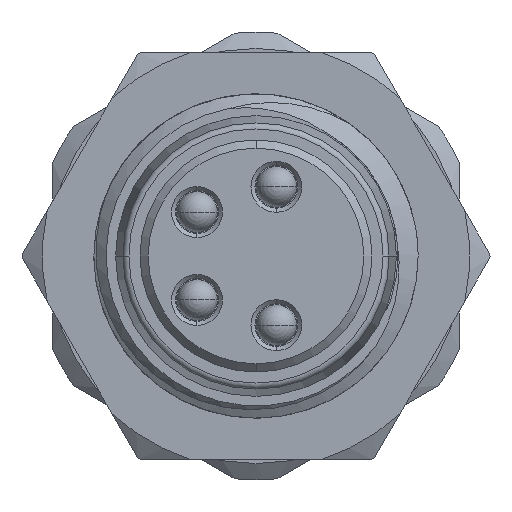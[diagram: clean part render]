
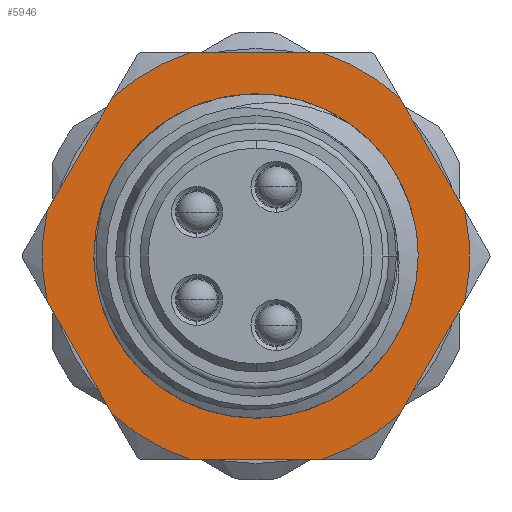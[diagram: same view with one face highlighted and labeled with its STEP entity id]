
A CAD part, left-side view. The second image highlights one B-rep face of the part: STEP entity #5946.
In plain terms, the highlighted planar face has unit normal (-1, 0, 0).
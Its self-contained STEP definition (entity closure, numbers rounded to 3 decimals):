
#2043=CARTESIAN_POINT('',(6.5,5.13,-1.114));
#2091=CARTESIAN_POINT('',(6.5,5.13,1.114));
#2171=CARTESIAN_POINT('',(6.5,-5.13,1.114));
#2219=CARTESIAN_POINT('',(6.5,-5.13,-1.114));
#2285=CARTESIAN_POINT('',(6.5,0.,0.));
#2286=DIRECTION('',(-1.,0.,0.));
#2287=DIRECTION('',(0.,0.977,0.212));
#2288=AXIS2_PLACEMENT_3D('',#2285,#2286,#2287);
#2300=CARTESIAN_POINT('',(6.5,0.,0.));
#2301=DIRECTION('',(-1.,0.,0.));
#2302=DIRECTION('',(0.,-0.977,-0.212));
#2303=AXIS2_PLACEMENT_3D('',#2300,#2301,#2302);
#2305=CARTESIAN_POINT('',(6.5,0.,0.));
#2306=DIRECTION('',(1.,0.,0.));
#2307=DIRECTION('',(0.,0.,1.));
#2308=AXIS2_PLACEMENT_3D('',#2305,#2306,#2307);
#2310=CARTESIAN_POINT('',(6.5,0.,0.));
#2311=DIRECTION('',(1.,0.,0.));
#2312=DIRECTION('',(0.,0.,-1.));
#2313=AXIS2_PLACEMENT_3D('',#2310,#2311,#2312);
#2315=DIRECTION('',(0.,-0.5,0.866));
#2316=VECTOR('',#2315,3.201);
#2317=CARTESIAN_POINT('',(6.5,5.13,1.114));
#2318=LINE('',#2317,#2316);
#2319=CARTESIAN_POINT('',(6.5,0.,0.));
#2320=DIRECTION('',(1.,0.,0.));
#2321=DIRECTION('',(0.,0.672,0.74));
#2322=AXIS2_PLACEMENT_3D('',#2319,#2320,#2321);
#2324=DIRECTION('',(0.,-1.,0.));
#2325=VECTOR('',#2324,3.201);
#2326=CARTESIAN_POINT('',(6.5,1.6,5.));
#2327=LINE('',#2326,#2325);
#2328=CARTESIAN_POINT('',(6.5,0.,0.));
#2329=DIRECTION('',(1.,0.,0.));
#2330=DIRECTION('',(0.,-0.305,0.952));
#2331=AXIS2_PLACEMENT_3D('',#2328,#2329,#2330);
#2333=DIRECTION('',(0.,-0.5,-0.866));
#2334=VECTOR('',#2333,3.201);
#2335=CARTESIAN_POINT('',(6.5,-3.53,3.886));
#2336=LINE('',#2335,#2334);
#2337=DIRECTION('',(0.,0.5,-0.866));
#2338=VECTOR('',#2337,3.201);
#2339=CARTESIAN_POINT('',(6.5,-5.13,-1.114));
#2340=LINE('',#2339,#2338);
#2341=CARTESIAN_POINT('',(6.5,0.,0.));
#2342=DIRECTION('',(1.,0.,0.));
#2343=DIRECTION('',(0.,-0.672,-0.74));
#2344=AXIS2_PLACEMENT_3D('',#2341,#2342,#2343);
#2346=DIRECTION('',(0.,1.,0.));
#2347=VECTOR('',#2346,3.201);
#2348=CARTESIAN_POINT('',(6.5,-1.6,-5.));
#2349=LINE('',#2348,#2347);
#2350=CARTESIAN_POINT('',(6.5,0.,0.));
#2351=DIRECTION('',(1.,0.,0.));
#2352=DIRECTION('',(0.,0.305,-0.952));
#2353=AXIS2_PLACEMENT_3D('',#2350,#2351,#2352);
#2355=DIRECTION('',(0.,0.5,0.866));
#2356=VECTOR('',#2355,3.201);
#2357=CARTESIAN_POINT('',(6.5,3.53,-3.886));
#2358=LINE('',#2357,#2356);
#2989=CARTESIAN_POINT('',(6.5,0.,3.55));
#2990=CARTESIAN_POINT('',(6.5,0.,-3.55));
#2991=VERTEX_POINT('',#2989);
#2992=VERTEX_POINT('',#2990);
#3148=CARTESIAN_POINT('',(6.5,3.53,3.886));
#3149=CARTESIAN_POINT('',(6.5,1.6,5.));
#3150=VERTEX_POINT('',#3148);
#3151=VERTEX_POINT('',#3149);
#3152=CARTESIAN_POINT('',(6.5,-1.6,5.));
#3153=CARTESIAN_POINT('',(6.5,-3.53,3.886));
#3154=VERTEX_POINT('',#3152);
#3155=VERTEX_POINT('',#3153);
#3156=CARTESIAN_POINT('',(6.5,-3.53,-3.886));
#3157=CARTESIAN_POINT('',(6.5,-1.6,-5.));
#3158=VERTEX_POINT('',#3156);
#3159=VERTEX_POINT('',#3157);
#3160=CARTESIAN_POINT('',(6.5,1.6,-5.));
#3161=CARTESIAN_POINT('',(6.5,3.53,-3.886));
#3162=VERTEX_POINT('',#3160);
#3163=VERTEX_POINT('',#3161);
#3184=VERTEX_POINT('',#2091);
#3198=VERTEX_POINT('',#2171);
#3204=VERTEX_POINT('',#2219);
#3218=VERTEX_POINT('',#2043);
#5921=CARTESIAN_POINT('',(6.5,0.,0.));
#5922=DIRECTION('',(1.,0.,0.));
#5923=DIRECTION('',(0.,0.,-1.));
#5924=AXIS2_PLACEMENT_3D('',#5921,#5922,#5923);
#5925=PLANE('',#5924);
#5926=ORIENTED_EDGE('',*,*,#5874,.F.);
#5927=ORIENTED_EDGE('',*,*,#5686,.T.);
#5928=ORIENTED_EDGE('',*,*,#5887,.T.);
#5929=ORIENTED_EDGE('',*,*,#5720,.T.);
#5930=ORIENTED_EDGE('',*,*,#5900,.T.);
#5931=ORIENTED_EDGE('',*,*,#5754,.T.);
#5932=ORIENTED_EDGE('',*,*,#5915,.F.);
#5933=ORIENTED_EDGE('',*,*,#5788,.T.);
#5934=ORIENTED_EDGE('',*,*,#5861,.T.);
#5935=ORIENTED_EDGE('',*,*,#5822,.T.);
#5936=ORIENTED_EDGE('',*,*,#5848,.T.);
#5937=ORIENTED_EDGE('',*,*,#5651,.T.);
#5938=EDGE_LOOP('',(#5926,#5927,#5928,#5929,#5930,#5931,#5932,#5933,#5934,#5935,
#5936,#5937));
#5939=FACE_OUTER_BOUND('',#5938,.F.);
#5941=ORIENTED_EDGE('',*,*,#5940,.F.);
#5943=ORIENTED_EDGE('',*,*,#5942,.F.);
#5944=EDGE_LOOP('',(#5941,#5943));
#5945=FACE_BOUND('',#5944,.F.);
#2289=CIRCLE('',#2288,5.25);
#2304=CIRCLE('',#2303,5.25);
#2309=CIRCLE('',#2308,3.55);
#2314=CIRCLE('',#2313,3.55);
#2323=CIRCLE('',#2322,5.25);
#2332=CIRCLE('',#2331,5.25);
#2345=CIRCLE('',#2344,5.25);
#2354=CIRCLE('',#2353,5.25);
#5651=EDGE_CURVE('',#3163,#3218,#2358,.T.);
#5686=EDGE_CURVE('',#3184,#3150,#2318,.T.);
#5720=EDGE_CURVE('',#3151,#3154,#2327,.T.);
#5754=EDGE_CURVE('',#3155,#3198,#2336,.T.);
#5788=EDGE_CURVE('',#3204,#3158,#2340,.T.);
#5822=EDGE_CURVE('',#3159,#3162,#2349,.T.);
#5848=EDGE_CURVE('',#3162,#3163,#2354,.T.);
#5861=EDGE_CURVE('',#3158,#3159,#2345,.T.);
#5874=EDGE_CURVE('',#3184,#3218,#2289,.T.);
#5887=EDGE_CURVE('',#3150,#3151,#2323,.T.);
#5900=EDGE_CURVE('',#3154,#3155,#2332,.T.);
#5915=EDGE_CURVE('',#3204,#3198,#2304,.T.);
#5940=EDGE_CURVE('',#2991,#2992,#2309,.T.);
#5942=EDGE_CURVE('',#2992,#2991,#2314,.T.);
#5946=ADVANCED_FACE('',(#5939,#5945),#5925,.F.);
